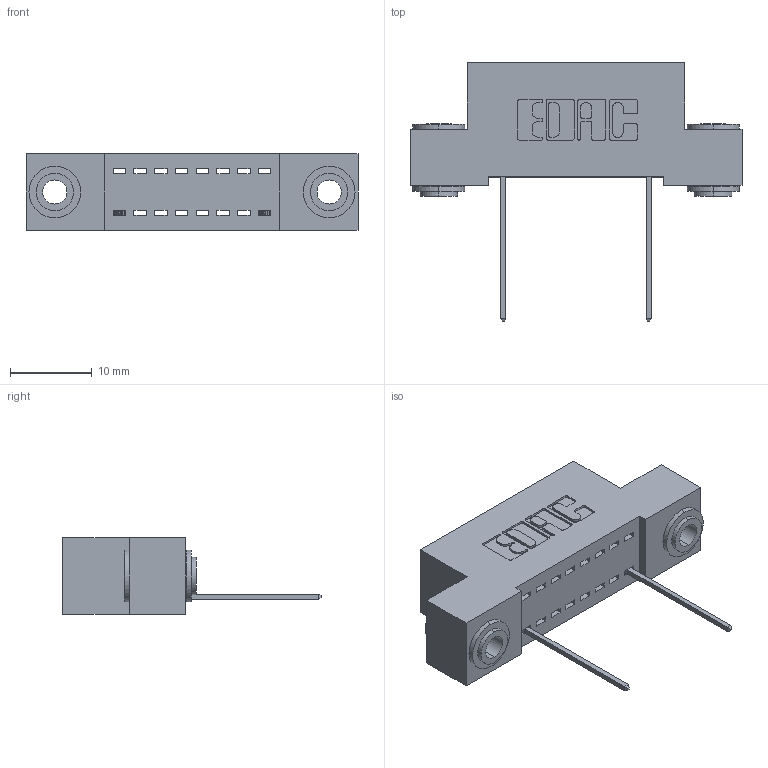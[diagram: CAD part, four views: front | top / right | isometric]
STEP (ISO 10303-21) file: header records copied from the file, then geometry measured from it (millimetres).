
FILE_DESCRIPTION (( 'STEP AP203' ), '1' );
FILE_NAME ('392-008-542-103.STEP', '2018-08-14T19:23:54', ( '' ), ( '' ), 'SwSTEP 2.0', 'SolidWorks 2016', '' );
FILE_SCHEMA (( 'CONFIG_CONTROL_DESIGN' ));
Length unit declared in the file: inch
Products named in the file (4): 345-292-001_345-293-142; 342-250-002_345-250-002-102; 392-008-542-103; 342 Part_.156 TH
Assembly tree (5 placements, depth 2):
  392-008-542-103
    342 Part_.156 TH
    345-292-001_345-293-142  x2
    342-250-002_345-250-002-102  x2
Bounding box: 40.64 x 31.63 x 9.4 mm (x, y, z)
Volume: 3396.7 mm3; surface area: 4250.9 mm2
Topology: 5 solids, 5 shells, 336 faces, 979 edges, 646 vertices
Faces by surface type: plane 232, cylinder 96, cone 8
Entity records: 9632 total; most frequent: CARTESIAN_POINT 1671, ORIENTED_EDGE 1614, DIRECTION 1505, EDGE_CURVE 807, LINE 655, VECTOR 655, VERTEX_POINT 534, AXIS2_PLACEMENT_3D 425
